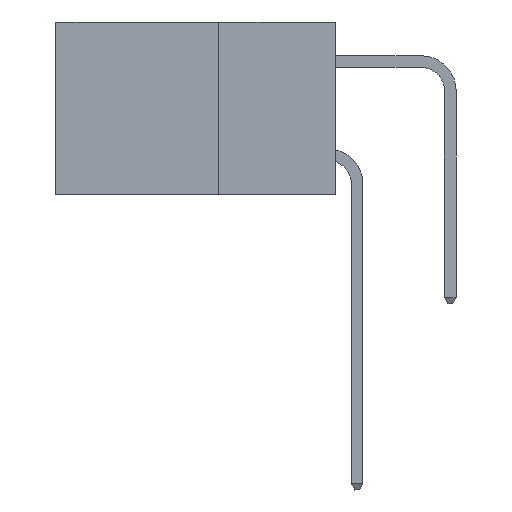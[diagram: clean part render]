
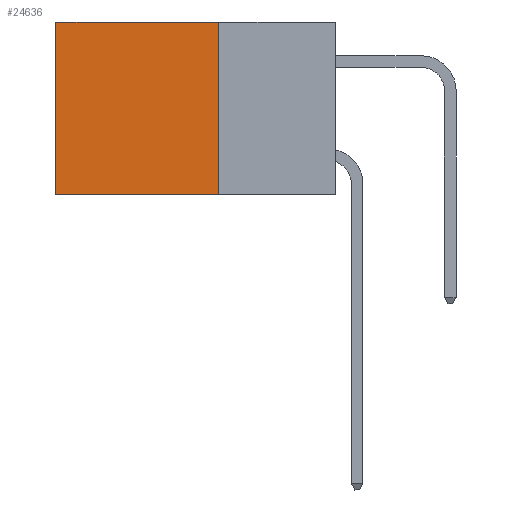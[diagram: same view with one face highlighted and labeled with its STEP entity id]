
A CAD part, left-side view. The second image highlights one B-rep face of the part: STEP entity #24636.
In plain terms, the highlighted planar face has unit normal (-1, 0, 0).
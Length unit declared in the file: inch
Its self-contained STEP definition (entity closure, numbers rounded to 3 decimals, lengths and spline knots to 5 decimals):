
#1563 = CARTESIAN_POINT ( 'NONE',  ( 0.2875, 0.6, 0. ) ) ;
#2482 = VERTEX_POINT ( 'NONE', #38322 ) ;
#2908 = CARTESIAN_POINT ( 'NONE',  ( 0.2875, 0.25, 0. ) ) ;
#3366 = VECTOR ( 'NONE', #7543, 39.37008 ) ;
#3653 = AXIS2_PLACEMENT_3D ( 'NONE', #2908, #20880, #29575 ) ;
#4698 = VECTOR ( 'NONE', #33973, 39.37008 ) ;
#5376 = EDGE_LOOP ( 'NONE', ( #25117, #37521, #6682, #12386 ) ) ;
#6682 = ORIENTED_EDGE ( 'NONE', *, *, #36660, .F. ) ;
#7543 = DIRECTION ( 'NONE',  ( 0., 0., -1. ) ) ;
#8423 = LINE ( 'NONE', #27981, #4698 ) ;
#9231 = CARTESIAN_POINT ( 'NONE',  ( 0.2875, 0.6, -0.37 ) ) ;
#11209 = LINE ( 'NONE', #1563, #3366 ) ;
#11375 = VECTOR ( 'NONE', #37722, 39.37008 ) ;
#12386 = ORIENTED_EDGE ( 'NONE', *, *, #14242, .T. ) ;
#14242 = EDGE_CURVE ( 'NONE', #15035, #35912, #8423, .T. ) ;
#14252 = CARTESIAN_POINT ( 'NONE',  ( 0.2875, 0.6, 0. ) ) ;
#15035 = VERTEX_POINT ( 'NONE', #21203 ) ;
#16873 = EDGE_CURVE ( 'NONE', #35912, #17062, #11209, .T. ) ;
#17062 = VERTEX_POINT ( 'NONE', #9231 ) ;
#20671 = VECTOR ( 'NONE', #29356, 39.37008 ) ;
#20880 = DIRECTION ( 'NONE',  ( 1., 0., 0. ) ) ;
#21203 = CARTESIAN_POINT ( 'NONE',  ( 0.2875, 0.25, 0. ) ) ;
#23606 = PLANE ( 'NONE',  #3653 ) ;
#24636 = ADVANCED_FACE ( 'NONE', ( #25139 ), #23606, .F. ) ;
#25117 = ORIENTED_EDGE ( 'NONE', *, *, #16873, .T. ) ;
#25139 = FACE_OUTER_BOUND ( 'NONE', #5376, .T. ) ;
#27981 = CARTESIAN_POINT ( 'NONE',  ( 0.2875, 0.25, 0. ) ) ;
#28028 = EDGE_CURVE ( 'NONE', #2482, #17062, #35102, .T. ) ;
#29356 = DIRECTION ( 'NONE',  ( 0., 0., -1. ) ) ;
#29575 = DIRECTION ( 'NONE',  ( 0., 0., -1. ) ) ;
#32363 = CARTESIAN_POINT ( 'NONE',  ( 0.2875, 0.25, 0. ) ) ;
#33973 = DIRECTION ( 'NONE',  ( 0., 1., 0. ) ) ;
#35102 = LINE ( 'NONE', #35224, #11375 ) ;
#35224 = CARTESIAN_POINT ( 'NONE',  ( 0.2875, 0.25, -0.37 ) ) ;
#35912 = VERTEX_POINT ( 'NONE', #14252 ) ;
#36660 = EDGE_CURVE ( 'NONE', #15035, #2482, #37001, .T. ) ;
#37001 = LINE ( 'NONE', #32363, #20671 ) ;
#37521 = ORIENTED_EDGE ( 'NONE', *, *, #28028, .F. ) ;
#37722 = DIRECTION ( 'NONE',  ( 0., 1., 0. ) ) ;
#38322 = CARTESIAN_POINT ( 'NONE',  ( 0.2875, 0.25, -0.37 ) ) ;
